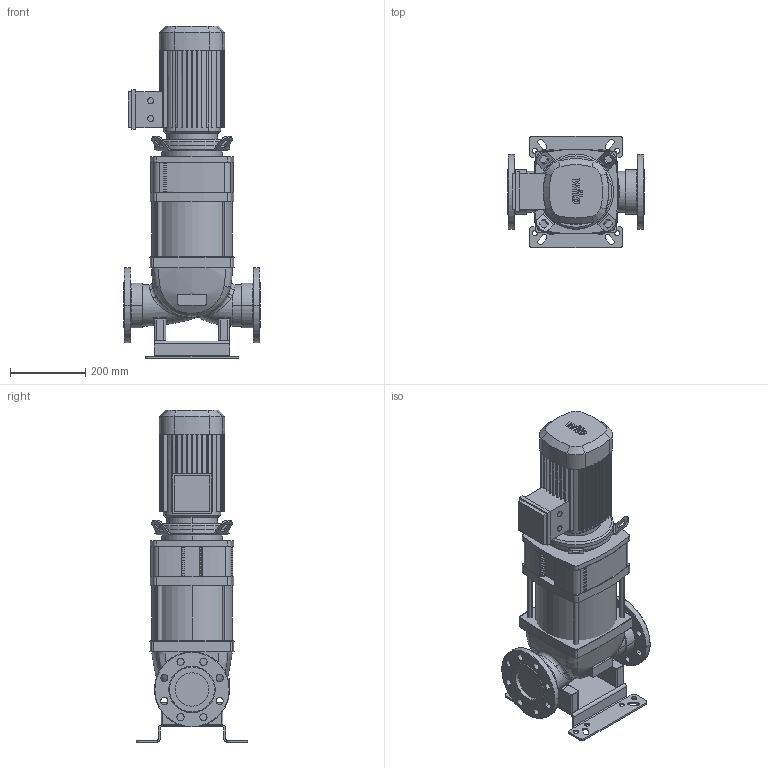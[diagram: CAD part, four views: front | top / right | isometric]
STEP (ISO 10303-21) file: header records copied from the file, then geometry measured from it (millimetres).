
FILE_DESCRIPTION((''),'2;1');
FILE_NAME('3d_HELIXV5201_1-2_16_V-4150900.stp','2016-08-24T09:19:07',(''),(''),'Mechanical Desktop 2009','Mechanical Desktop 2009',', , ');
FILE_SCHEMA(('CONFIG_CONTROL_DESIGN'));
Length unit declared in the file: millimetre
Products named in the file (1): Product
Bounding box: 365 x 296 x 885.2 mm (x, y, z)
Volume: 27187939.6 mm3; surface area: 1726654.8 mm2
Topology: 18 solids, 18 shells, 988 faces, 2597 edges, 1677 vertices
Faces by surface type: bspline 384, plane 301, cylinder 232, torus 39, cone 32
Entity records: 37222 total; most frequent: CARTESIAN_POINT 13188, ORIENTED_EDGE 5194, DIRECTION 4581, EDGE_CURVE 2597, VERTEX_POINT 1677, AXIS2_PLACEMENT_3D 1550, VECTOR 1481, LINE 1481
